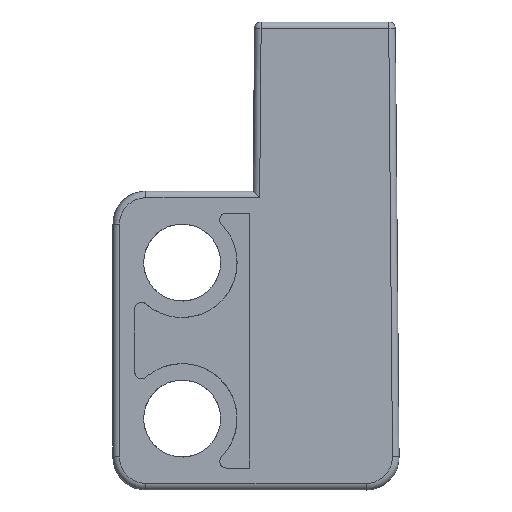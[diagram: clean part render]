
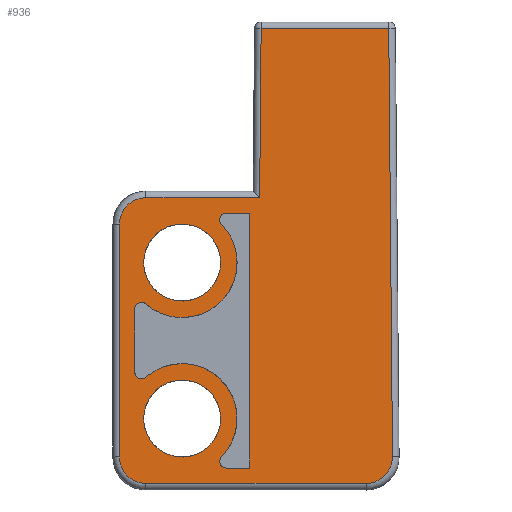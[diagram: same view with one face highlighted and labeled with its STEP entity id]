
A CAD part, front view. The second image highlights one B-rep face of the part: STEP entity #936.
In plain terms, the highlighted planar face has unit normal (0, -1, 0.009).
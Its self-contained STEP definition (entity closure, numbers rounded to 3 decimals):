
#449=ELLIPSE('',#5391,1.75,1.75);
#450=ELLIPSE('',#5392,1.75,1.75);
#451=ELLIPSE('',#5393,0.3,0.3);
#452=ELLIPSE('',#5394,2.5,2.5);
#453=ELLIPSE('',#5395,2.5,2.5);
#454=ELLIPSE('',#5396,0.3,0.3);
#455=ELLIPSE('',#5397,0.3,0.3);
#456=ELLIPSE('',#5398,2.5,2.5);
#457=ELLIPSE('',#5399,2.5,2.5);
#458=ELLIPSE('',#5400,0.3,0.3);
#459=ELLIPSE('',#5401,1.75,1.75);
#460=ELLIPSE('',#5402,1.75,1.75);
#686=CIRCLE('',#5377,1.2);
#689=CIRCLE('',#5382,1.2);
#692=CIRCLE('',#5389,1.2);
#734=FACE_BOUND('',#1604,.T.);
#735=FACE_BOUND('',#1605,.T.);
#736=FACE_BOUND('',#1606,.T.);
#737=FACE_BOUND('',#1607,.T.);
#936=ADVANCED_FACE('',(#734,#735,#736,#737),#1119,.F.);
#1119=PLANE('',#5403);
#1604=EDGE_LOOP('',(#2695,#2696,#2697,#2698,#2699,#2700,#2701,#2702,#2703));
#1605=EDGE_LOOP('',(#2704,#2705));
#1606=EDGE_LOOP('',(#2706,#2707,#2708,#2709,#2710,#2711,#2712,#2713,#2714,
#2715,#2716,#2717));
#1607=EDGE_LOOP('',(#2718,#2719));
#2695=ORIENTED_EDGE('',*,*,#3824,.T.);
#2696=ORIENTED_EDGE('',*,*,#3970,.F.);
#2697=ORIENTED_EDGE('',*,*,#3965,.T.);
#2698=ORIENTED_EDGE('',*,*,#3963,.F.);
#2699=ORIENTED_EDGE('',*,*,#3961,.T.);
#2700=ORIENTED_EDGE('',*,*,#3959,.F.);
#2701=ORIENTED_EDGE('',*,*,#3971,.F.);
#2702=ORIENTED_EDGE('',*,*,#3830,.T.);
#2703=ORIENTED_EDGE('',*,*,#3826,.F.);
#2704=ORIENTED_EDGE('',*,*,#3972,.T.);
#2705=ORIENTED_EDGE('',*,*,#3973,.T.);
#2706=ORIENTED_EDGE('',*,*,#3974,.T.);
#2707=ORIENTED_EDGE('',*,*,#3975,.T.);
#2708=ORIENTED_EDGE('',*,*,#3976,.T.);
#2709=ORIENTED_EDGE('',*,*,#3977,.T.);
#2710=ORIENTED_EDGE('',*,*,#3978,.F.);
#2711=ORIENTED_EDGE('',*,*,#3979,.T.);
#2712=ORIENTED_EDGE('',*,*,#3980,.F.);
#2713=ORIENTED_EDGE('',*,*,#3981,.T.);
#2714=ORIENTED_EDGE('',*,*,#3982,.T.);
#2715=ORIENTED_EDGE('',*,*,#3983,.T.);
#2716=ORIENTED_EDGE('',*,*,#3984,.T.);
#2717=ORIENTED_EDGE('',*,*,#3985,.T.);
#2718=ORIENTED_EDGE('',*,*,#3986,.T.);
#2719=ORIENTED_EDGE('',*,*,#3987,.T.);
#3262=VERTEX_POINT('',#7935);
#3263=VERTEX_POINT('',#7937);
#3264=VERTEX_POINT('',#7941);
#3266=VERTEX_POINT('',#7949);
#3350=VERTEX_POINT('',#8224);
#3351=VERTEX_POINT('',#8226);
#3352=VERTEX_POINT('',#8230);
#3353=VERTEX_POINT('',#8234);
#3354=VERTEX_POINT('',#8238);
#3356=VERTEX_POINT('',#8261);
#3357=VERTEX_POINT('',#8262);
#3358=VERTEX_POINT('',#8265);
#3359=VERTEX_POINT('',#8266);
#3360=VERTEX_POINT('',#8268);
#3361=VERTEX_POINT('',#8270);
#3362=VERTEX_POINT('',#8272);
#3363=VERTEX_POINT('',#8274);
#3364=VERTEX_POINT('',#8276);
#3365=VERTEX_POINT('',#8278);
#3366=VERTEX_POINT('',#8280);
#3367=VERTEX_POINT('',#8282);
#3368=VERTEX_POINT('',#8284);
#3369=VERTEX_POINT('',#8286);
#3370=VERTEX_POINT('',#8289);
#3371=VERTEX_POINT('',#8290);
#3824=EDGE_CURVE('',#3263,#3262,#4392,.T.);
#3826=EDGE_CURVE('',#3263,#3264,#4393,.T.);
#3830=EDGE_CURVE('',#3266,#3264,#4394,.T.);
#3959=EDGE_CURVE('',#3350,#3351,#686,.T.);
#3961=EDGE_CURVE('',#3352,#3351,#4505,.T.);
#3963=EDGE_CURVE('',#3352,#3353,#689,.T.);
#3965=EDGE_CURVE('',#3354,#3353,#4506,.T.);
#3970=EDGE_CURVE('',#3354,#3262,#692,.T.);
#3971=EDGE_CURVE('',#3266,#3350,#4509,.T.);
#3972=EDGE_CURVE('',#3356,#3357,#449,.T.);
#3973=EDGE_CURVE('',#3357,#3356,#450,.T.);
#3974=EDGE_CURVE('',#3358,#3359,#451,.T.);
#3975=EDGE_CURVE('',#3359,#3360,#452,.T.);
#3976=EDGE_CURVE('',#3360,#3361,#453,.T.);
#3977=EDGE_CURVE('',#3361,#3362,#454,.T.);
#3978=EDGE_CURVE('',#3363,#3362,#4510,.T.);
#3979=EDGE_CURVE('',#3363,#3364,#4511,.T.);
#3980=EDGE_CURVE('',#3365,#3364,#4512,.T.);
#3981=EDGE_CURVE('',#3365,#3366,#455,.T.);
#3982=EDGE_CURVE('',#3366,#3367,#456,.T.);
#3983=EDGE_CURVE('',#3367,#3368,#457,.T.);
#3984=EDGE_CURVE('',#3368,#3369,#458,.T.);
#3985=EDGE_CURVE('',#3369,#3358,#4513,.T.);
#3986=EDGE_CURVE('',#3370,#3371,#459,.T.);
#3987=EDGE_CURVE('',#3371,#3370,#460,.T.);
#4392=LINE('',#7936,#4890);
#4393=LINE('',#7940,#4891);
#4394=LINE('',#7948,#4892);
#4505=LINE('',#8229,#5003);
#4506=LINE('',#8237,#5004);
#4509=LINE('',#8259,#5007);
#4510=LINE('',#8273,#5008);
#4511=LINE('',#8275,#5009);
#4512=LINE('',#8277,#5010);
#4513=LINE('',#8287,#5011);
#4890=VECTOR('',#6239,1.);
#4891=VECTOR('',#6244,1.);
#4892=VECTOR('',#6255,1.);
#5003=VECTOR('',#6476,1.);
#5004=VECTOR('',#6487,1.);
#5007=VECTOR('',#6502,1.);
#5008=VECTOR('',#6515,1.);
#5009=VECTOR('',#6516,1.);
#5010=VECTOR('',#6517,1.);
#5011=VECTOR('',#6526,1.);
#5377=AXIS2_PLACEMENT_3D('',#8225,#6470,#6471);
#5382=AXIS2_PLACEMENT_3D('',#8233,#6481,#6482);
#5389=AXIS2_PLACEMENT_3D('',#8257,#6498,#6499);
#5391=AXIS2_PLACEMENT_3D('',#8260,#6503,#6504);
#5392=AXIS2_PLACEMENT_3D('',#8263,#6505,#6506);
#5393=AXIS2_PLACEMENT_3D('',#8264,#6507,#6508);
#5394=AXIS2_PLACEMENT_3D('',#8267,#6509,#6510);
#5395=AXIS2_PLACEMENT_3D('',#8269,#6511,#6512);
#5396=AXIS2_PLACEMENT_3D('',#8271,#6513,#6514);
#5397=AXIS2_PLACEMENT_3D('',#8279,#6518,#6519);
#5398=AXIS2_PLACEMENT_3D('',#8281,#6520,#6521);
#5399=AXIS2_PLACEMENT_3D('',#8283,#6522,#6523);
#5400=AXIS2_PLACEMENT_3D('',#8285,#6524,#6525);
#5401=AXIS2_PLACEMENT_3D('',#8288,#6527,#6528);
#5402=AXIS2_PLACEMENT_3D('',#8291,#6529,#6530);
#5403=AXIS2_PLACEMENT_3D('',#8292,#6531,#6532);
#6239=DIRECTION('',(-1.,0.,0.));
#6244=DIRECTION('',(0.009,0.009,1.));
#6255=DIRECTION('',(-1.,0.,0.));
#6470=DIRECTION('',(0.,1.,-0.009));
#6471=DIRECTION('',(1.,0.,0.009));
#6476=DIRECTION('',(1.,0.,0.));
#6481=DIRECTION('',(0.,1.,-0.009));
#6482=DIRECTION('',(0.,-0.009,-1.));
#6487=DIRECTION('',(0.,-0.009,-1.));
#6498=DIRECTION('',(0.,1.,-0.009));
#6499=DIRECTION('',(-1.,0.,0.));
#6502=DIRECTION('',(0.009,-0.009,-1.));
#6503=DIRECTION('',(0.,1.,-0.009));
#6504=DIRECTION('',(0.,-0.009,-1.));
#6505=DIRECTION('',(0.,1.,-0.009));
#6506=DIRECTION('',(0.,-0.009,-1.));
#6507=DIRECTION('',(0.,1.,-0.009));
#6508=DIRECTION('',(0.,-0.009,-1.));
#6509=DIRECTION('',(0.,-1.,0.009));
#6510=DIRECTION('',(0.,0.009,1.));
#6511=DIRECTION('',(0.,-1.,0.009));
#6512=DIRECTION('',(0.,0.009,1.));
#6513=DIRECTION('',(0.,1.,-0.009));
#6514=DIRECTION('',(0.,-0.009,-1.));
#6515=DIRECTION('',(-1.,0.,0.));
#6516=DIRECTION('',(0.,-0.009,-1.));
#6517=DIRECTION('',(1.,0.,0.));
#6518=DIRECTION('',(0.,1.,-0.009));
#6519=DIRECTION('',(0.,-0.009,-1.));
#6520=DIRECTION('',(0.,-1.,0.009));
#6521=DIRECTION('',(0.,0.009,1.));
#6522=DIRECTION('',(0.,-1.,0.009));
#6523=DIRECTION('',(0.,0.009,1.));
#6524=DIRECTION('',(0.,1.,-0.009));
#6525=DIRECTION('',(0.,-0.009,-1.));
#6526=DIRECTION('',(0.,0.009,1.));
#6527=DIRECTION('',(0.,1.,-0.009));
#6528=DIRECTION('',(0.,-0.009,-1.));
#6529=DIRECTION('',(0.,1.,-0.009));
#6530=DIRECTION('',(0.,-0.009,-1.));
#6531=DIRECTION('',(0.,1.,-0.009));
#6532=DIRECTION('',(-1.,0.,0.));
#7935=CARTESIAN_POINT('',(-8.149,22.808,7.903));
#7936=CARTESIAN_POINT('',(-2.971,22.808,7.903));
#7937=CARTESIAN_POINT('',(-2.971,22.808,7.903));
#7940=CARTESIAN_POINT('',(-2.971,22.808,7.903));
#7941=CARTESIAN_POINT('',(-2.904,22.875,15.603));
#7948=CARTESIAN_POINT('',(2.904,22.875,15.603));
#7949=CARTESIAN_POINT('',(2.904,22.875,15.603));
#8224=CARTESIAN_POINT('',(3.074,22.705,-3.887));
#8225=CARTESIAN_POINT('',(1.874,22.705,-3.897));
#8226=CARTESIAN_POINT('',(1.874,22.695,-5.097));
#8229=CARTESIAN_POINT('',(-8.149,22.695,-5.097));
#8230=CARTESIAN_POINT('',(-8.149,22.695,-5.097));
#8233=CARTESIAN_POINT('',(-8.149,22.705,-3.897));
#8234=CARTESIAN_POINT('',(-9.349,22.705,-3.897));
#8237=CARTESIAN_POINT('',(-9.349,22.798,6.703));
#8238=CARTESIAN_POINT('',(-9.349,22.798,6.703));
#8257=CARTESIAN_POINT('',(-8.149,22.798,6.703));
#8259=CARTESIAN_POINT('',(2.904,22.875,15.603));
#8260=CARTESIAN_POINT('',(-6.499,22.782,4.95));
#8261=CARTESIAN_POINT('',(-8.249,22.782,4.95));
#8262=CARTESIAN_POINT('',(-4.749,22.782,4.95));
#8263=CARTESIAN_POINT('',(-6.499,22.782,4.95));
#8264=CARTESIAN_POINT('',(-8.349,22.764,2.848));
#8265=CARTESIAN_POINT('',(-8.649,22.764,2.848));
#8266=CARTESIAN_POINT('',(-8.151,22.766,3.073));
#8267=CARTESIAN_POINT('',(-6.499,22.782,4.95));
#8268=CARTESIAN_POINT('',(-6.499,22.761,2.45));
#8269=CARTESIAN_POINT('',(-6.499,22.782,4.95));
#8270=CARTESIAN_POINT('',(-4.705,22.798,6.691));
#8271=CARTESIAN_POINT('',(-4.49,22.799,6.9));
#8272=CARTESIAN_POINT('',(-4.49,22.802,7.2));
#8273=CARTESIAN_POINT('',(-3.422,22.802,7.2));
#8274=CARTESIAN_POINT('',(-3.422,22.802,7.2));
#8275=CARTESIAN_POINT('',(-3.422,22.802,7.2));
#8276=CARTESIAN_POINT('',(-3.422,22.701,-4.4));
#8277=CARTESIAN_POINT('',(-4.49,22.701,-4.4));
#8278=CARTESIAN_POINT('',(-4.49,22.701,-4.4));
#8279=CARTESIAN_POINT('',(-4.49,22.703,-4.1));
#8280=CARTESIAN_POINT('',(-4.705,22.705,-3.891));
#8281=CARTESIAN_POINT('',(-6.499,22.72,-2.15));
#8282=CARTESIAN_POINT('',(-6.499,22.742,0.35));
#8283=CARTESIAN_POINT('',(-6.499,22.72,-2.15));
#8284=CARTESIAN_POINT('',(-8.151,22.737,-0.273));
#8285=CARTESIAN_POINT('',(-8.349,22.739,-0.048));
#8286=CARTESIAN_POINT('',(-8.649,22.739,-0.048));
#8287=CARTESIAN_POINT('',(-8.649,22.739,-0.048));
#8288=CARTESIAN_POINT('',(-6.499,22.72,-2.15));
#8289=CARTESIAN_POINT('',(-8.249,22.72,-2.15));
#8290=CARTESIAN_POINT('',(-4.749,22.72,-2.15));
#8291=CARTESIAN_POINT('',(-6.499,22.72,-2.15));
#8292=CARTESIAN_POINT('',(-10.122,22.729,-1.2));
